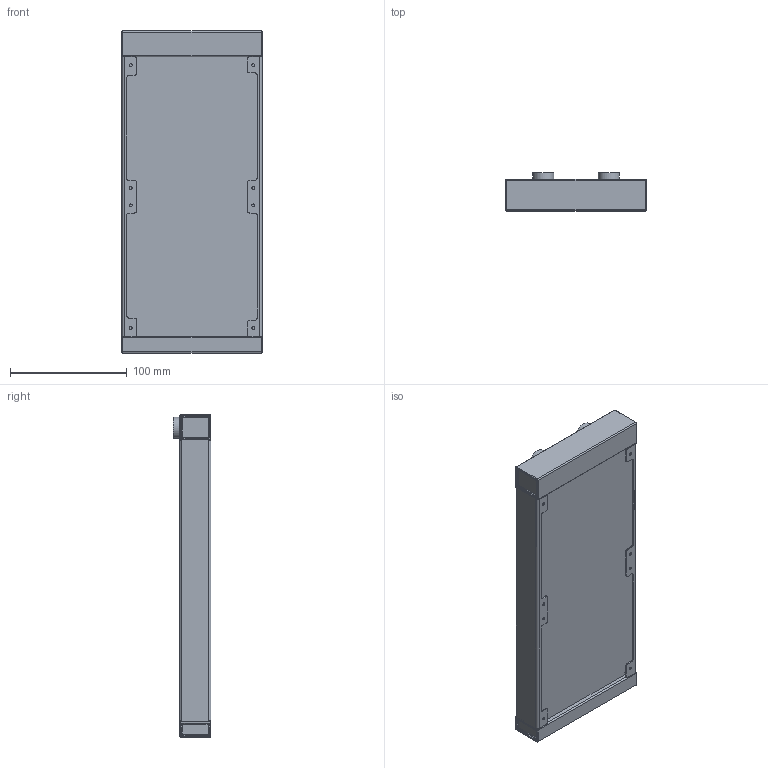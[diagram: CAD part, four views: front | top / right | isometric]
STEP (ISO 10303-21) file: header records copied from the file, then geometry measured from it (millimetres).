
FILE_DESCRIPTION(/* description */ (''),/* implementation_level */ '2;1');
FILE_NAME(/* name */ '1021476_14427_ES Aluminium 240 mm T27.stp',/* time_stamp */ '2022-09-02T11:50:14+02:00',/* author */ ('Roost.Tobias'),/* organization */ (''),/* preprocessor_version */ 'ST-DEVELOPER v19',/* originating_system */ 'Autodesk Inventor 2023',/* authorisation */ '');
FILE_SCHEMA (('AUTOMOTIVE_DESIGN { 1 0 10303 214 3 1 1 }'));
Length unit declared in the file: millimetre
Products named in the file (1): 14344
Bounding box: 120 x 32.5 x 276 mm (x, y, z)
Volume: 638383.2 mm3; surface area: 130698.3 mm2
Topology: 4 solids, 4 shells, 319 faces, 791 edges, 460 vertices
Faces by surface type: cylinder 143, plane 126, bspline 32, torus 16, cone 2
Full cylindrical faces by diameter (mm): 2.459 x16, 11.445 x2, 18 x2
Entity records: 9864 total; most frequent: CARTESIAN_POINT 2222, DIRECTION 1655, ORIENTED_EDGE 1534, EDGE_CURVE 767, AXIS2_PLACEMENT_3D 600, VERTEX_POINT 460, LINE 455, VECTOR 455
